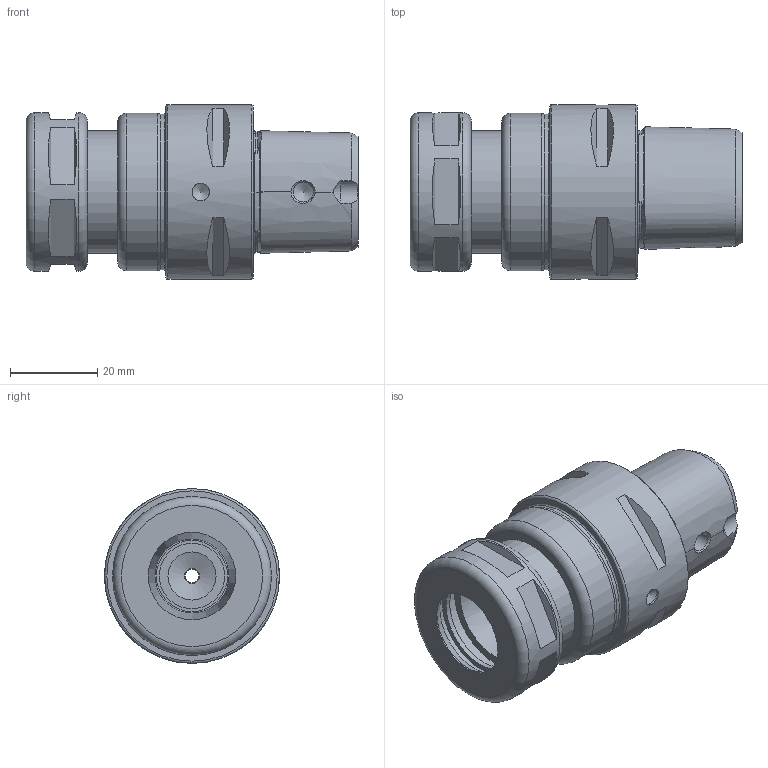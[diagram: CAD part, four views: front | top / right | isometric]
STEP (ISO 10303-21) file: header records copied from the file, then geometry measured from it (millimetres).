
FILE_DESCRIPTION((''),'2;1');
FILE_NAME('670000416052-3D.stp','2021-01-28T13:36:43',('nttooll'),(''),'Autodesk Inventor 2012','Autodesk Inventor 2012','');
FILE_SCHEMA(('AUTOMOTIVE_DESIGN { 1 0 10303 214 1 1 1 1 }'));
Length unit declared in the file: millimetre
Products named in the file (1): 670000416052-3D
Bounding box: 76 x 40 x 40 mm (x, y, z)
Volume: 47391.2 mm3; surface area: 16675.7 mm2
Topology: 1 solids, 1 shells, 133 faces, 290 edges, 181 vertices
Faces by surface type: plane 54, cylinder 32, cone 22, bspline 16, torus 9
Full cylindrical faces by diameter (mm): 3 x1, 3.464 x1, 4 x1, 4.599 x2, 4.6 x1, 12 x1, 14 x2, 15 x1, 16.3 x1, 17.5 x1, 18 x2, 20 x2, 22.1 x1, 24.5 x1, 28 x2, 35.6 x1, 36 x1, 36.3 x1, 40 x1
Entity records: 6691 total; most frequent: CARTESIAN_POINT 4110, DIRECTION 504, ORIENTED_EDGE 450, EDGE_CURVE 225, AXIS2_PLACEMENT_3D 223, EDGE_LOOP 212, VERTEX_POINT 169, FACE_OUTER_BOUND 133
